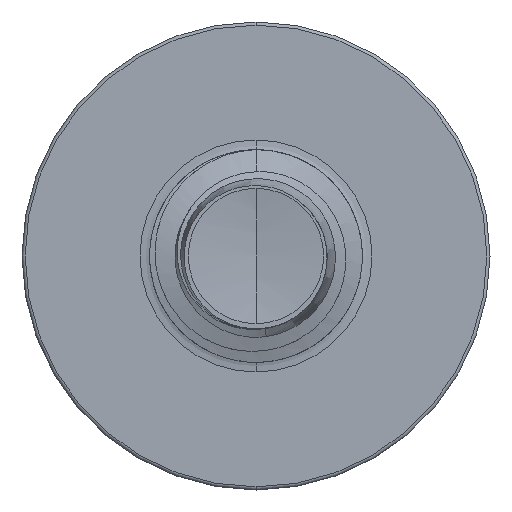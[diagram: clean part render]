
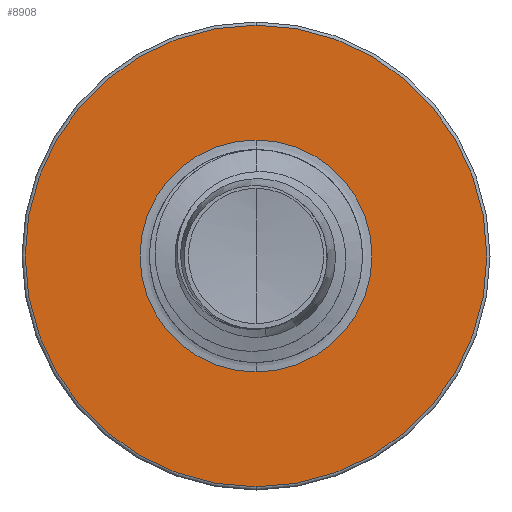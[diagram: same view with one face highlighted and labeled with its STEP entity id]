
A CAD part, front view. The second image highlights one B-rep face of the part: STEP entity #8908.
In plain terms, the highlighted planar face has unit normal (0, -1, 0).
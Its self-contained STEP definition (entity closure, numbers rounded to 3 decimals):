
#77 = AXIS2_PLACEMENT_3D ( 'NONE', #7373, #7349, #11871 ) ;
#1740 = CIRCLE ( 'NONE', #4040, 1.363 ) ;
#2162 = CIRCLE ( 'NONE', #5658, 1.363 ) ;
#2343 = CARTESIAN_POINT ( 'NONE',  ( 0., 5., -2.712 ) ) ;
#2662 = DIRECTION ( 'NONE',  ( 0., 0., 1. ) ) ;
#2665 = DIRECTION ( 'NONE',  ( 0., 1., 0. ) ) ;
#2689 = CARTESIAN_POINT ( 'NONE',  ( 0., 5., 0. ) ) ;
#2823 = EDGE_CURVE ( 'NONE', #4781, #5481, #3448, .T. ) ;
#3448 = CIRCLE ( 'NONE', #9196, 2.713 ) ;
#3706 = ORIENTED_EDGE ( 'NONE', *, *, #2823, .F. ) ;
#3787 = ORIENTED_EDGE ( 'NONE', *, *, #12702, .F. ) ;
#3967 = ORIENTED_EDGE ( 'NONE', *, *, #13153, .T. ) ;
#4040 = AXIS2_PLACEMENT_3D ( 'NONE', #2689, #2665, #2662 ) ;
#4048 = ORIENTED_EDGE ( 'NONE', *, *, #6267, .T. ) ;
#4584 = VERTEX_POINT ( 'NONE', #9187 ) ;
#4781 = VERTEX_POINT ( 'NONE', #8470 ) ;
#5481 = VERTEX_POINT ( 'NONE', #2343 ) ;
#5658 = AXIS2_PLACEMENT_3D ( 'NONE', #13220, #8070, #14109 ) ;
#6267 = EDGE_CURVE ( 'NONE', #4584, #7079, #1740, .T. ) ;
#6859 = DIRECTION ( 'NONE',  ( 0., 0., 1. ) ) ;
#6871 = DIRECTION ( 'NONE',  ( 0., 1., 0. ) ) ;
#6875 = CARTESIAN_POINT ( 'NONE',  ( 0., 5., 0. ) ) ;
#7079 = VERTEX_POINT ( 'NONE', #12017 ) ;
#7349 = DIRECTION ( 'NONE',  ( 0., 1., 0. ) ) ;
#7373 = CARTESIAN_POINT ( 'NONE',  ( 0., 5., -1.363 ) ) ;
#7716 = CIRCLE ( 'NONE', #9137, 2.713 ) ;
#8054 = CARTESIAN_POINT ( 'NONE',  ( 0., 5., 0. ) ) ;
#8070 = DIRECTION ( 'NONE',  ( 0., 1., 0. ) ) ;
#8470 = CARTESIAN_POINT ( 'NONE',  ( 0., 5., 2.713 ) ) ;
#8908 = ADVANCED_FACE ( 'NONE', ( #12667, #10919 ), #11885, .F. ) ;
#9113 = DIRECTION ( 'NONE',  ( 0., 0., 1. ) ) ;
#9137 = AXIS2_PLACEMENT_3D ( 'NONE', #8054, #14095, #9113 ) ;
#9187 = CARTESIAN_POINT ( 'NONE',  ( 0., 5., -1.363 ) ) ;
#9196 = AXIS2_PLACEMENT_3D ( 'NONE', #6875, #6871, #6859 ) ;
#10006 = EDGE_LOOP ( 'NONE', ( #3706, #3787 ) ) ;
#10919 = FACE_BOUND ( 'NONE', #11402, .T. ) ;
#11402 = EDGE_LOOP ( 'NONE', ( #3967, #4048 ) ) ;
#11871 = DIRECTION ( 'NONE',  ( 0., 0., 1. ) ) ;
#11885 = PLANE ( 'NONE',  #77 ) ;
#12017 = CARTESIAN_POINT ( 'NONE',  ( 0., 5., 1.363 ) ) ;
#12667 = FACE_OUTER_BOUND ( 'NONE', #10006, .T. ) ;
#12702 = EDGE_CURVE ( 'NONE', #5481, #4781, #7716, .T. ) ;
#13153 = EDGE_CURVE ( 'NONE', #7079, #4584, #2162, .T. ) ;
#13220 = CARTESIAN_POINT ( 'NONE',  ( 0., 5., 0. ) ) ;
#14095 = DIRECTION ( 'NONE',  ( 0., 1., 0. ) ) ;
#14109 = DIRECTION ( 'NONE',  ( 0., 0., 1. ) ) ;
